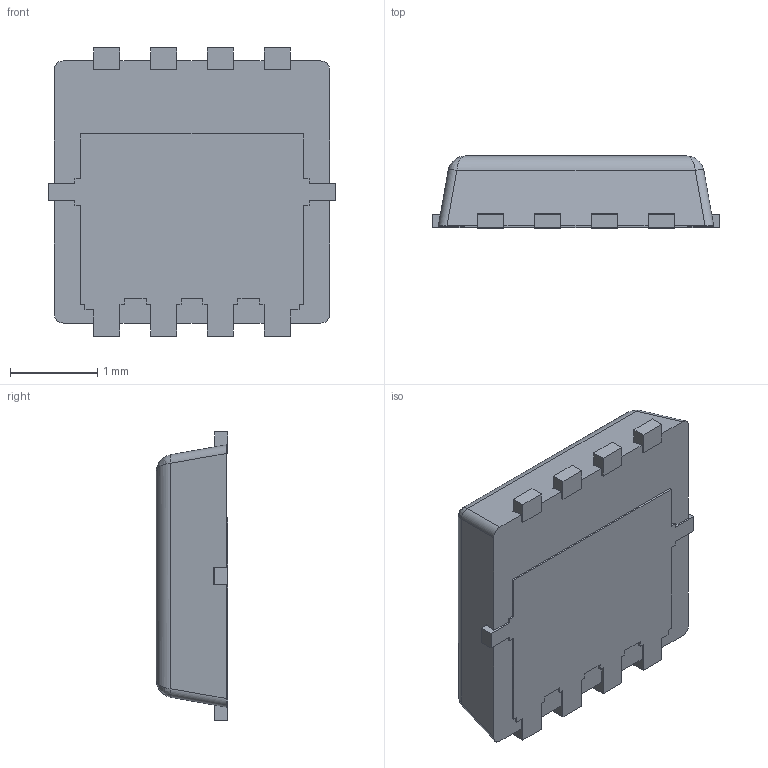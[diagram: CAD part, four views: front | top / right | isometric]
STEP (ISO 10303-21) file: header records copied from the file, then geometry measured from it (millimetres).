
FILE_DESCRIPTION (( '3D model with products for SOT8002-1 package' ), '1' );
FILE_NAME ('SOT8002-1.STEP', '2021-01-12T03:57:33', ( 'Packaging R&D' ), ( 'Nexperia' ), 'SwSTEP 2.0', 'SolidWorks 2019', '' );
FILE_SCHEMA (( 'AUTOMOTIVE_DESIGN' ));
Length unit declared in the file: millimetre
Products named in the file (3): SOT8002 body; SOT8002-1; SOT8002 Stamped LF
Assembly tree (2 placements, depth 2):
  SOT8002-1
    SOT8002 Stamped LF
    SOT8002 body
Bounding box: 3.28 x 0.82 x 3.3 mm (x, y, z)
Volume: 6.9 mm3; surface area: 41.8 mm2
Topology: 6 solids, 6 shells, 194 faces, 529 edges, 346 vertices
Faces by surface type: plane 167, cylinder 23, bspline 4
Entity records: 7043 total; most frequent: CARTESIAN_POINT 1174, ORIENTED_EDGE 1050, DIRECTION 937, EDGE_CURVE 525, VECTOR 479, LINE 479, VERTEX_POINT 346, AXIS2_PLACEMENT_3D 229
